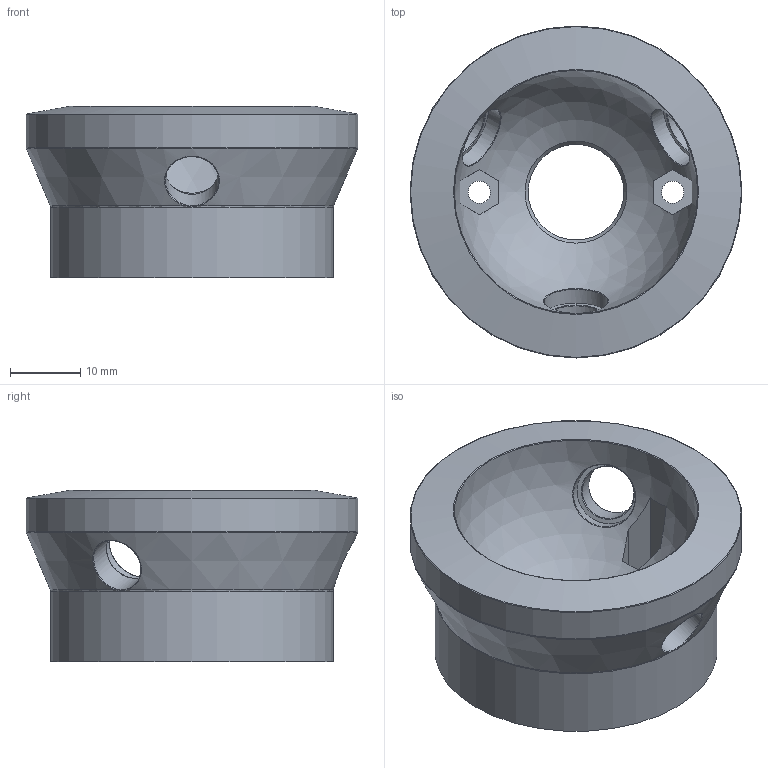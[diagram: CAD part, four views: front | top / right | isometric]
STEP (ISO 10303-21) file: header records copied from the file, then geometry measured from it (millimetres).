
FILE_DESCRIPTION(/* description */ (''),/* implementation_level */ '2;1');
FILE_NAME(/* name */ 'Trackball Mount Full.step',/* time_stamp */ '2023-08-02T14:15:35+01:00',/* author */ (''),/* organization */ (''),/* preprocessor_version */ 'ST-DEVELOPER v20',/* originating_system */ 'Autodesk Translation Framework v12.9.0.99',/* authorisation */ '');
FILE_SCHEMA (('AUTOMOTIVE_DESIGN { 1 0 10303 214 3 1 1 }'));
Length unit declared in the file: millimetre
Products named in the file (1): Trackball Mount Full
Bounding box: 47.4 x 47.4 x 24.44 mm (x, y, z)
Volume: 19476.8 mm3; surface area: 8120.6 mm2
Topology: 1 solids, 1 shells, 67 faces, 173 edges, 109 vertices
Faces by surface type: plane 27, cylinder 15, bspline 12, cone 8, torus 4, sphere 1
Full cylindrical faces by diameter (mm): 3.2 x2, 7.6 x3, 9.1 x3, 13.647 x1, 40.4 x1, 47.4 x1
Entity records: 2937 total; most frequent: CARTESIAN_POINT 1257, ORIENTED_EDGE 346, DIRECTION 343, EDGE_CURVE 173, AXIS2_PLACEMENT_3D 138, VERTEX_POINT 109, CIRCLE 82, EDGE_LOOP 80
